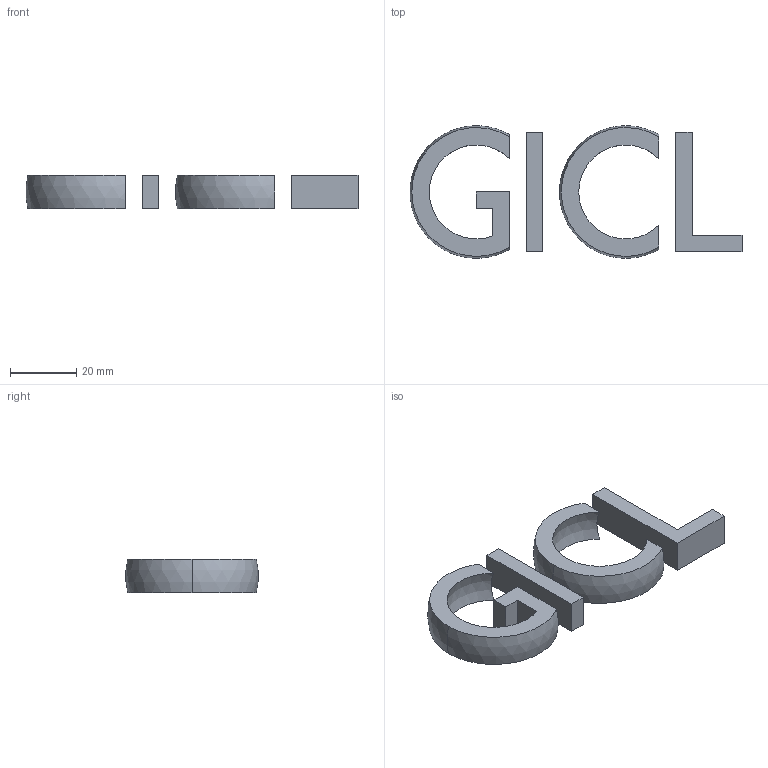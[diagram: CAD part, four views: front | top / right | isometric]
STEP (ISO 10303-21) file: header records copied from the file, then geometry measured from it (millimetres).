
FILE_DESCRIPTION(('produced by SPATIAL CORP'),'2;1');
FILE_NAME('giclShort.hh.sat.stp', '2002-04-15T08:12:19+00:00',('SPATIAL CORP'),('SPATIAL CORP'), 'ACIS STEP Husk','http://www.spatial.com','SPATIAL CORP');
FILE_SCHEMA(('CONFIG_CONTROL_DESIGN'));
Length unit declared in the file: millimetre
Products named in the file (1): PRODUCT_ID_1
Bounding box: 99.93 x 39.82 x 10 mm (x, y, z)
Volume: 12894.3 mm3; surface area: 8186.1 mm2
Topology: 4 solids, 4 shells, 34 faces, 78 edges, 52 vertices
Faces by surface type: plane 26, sphere 8
Entity records: 934 total; most frequent: ORIENTED_EDGE 156, CARTESIAN_POINT 141, DIRECTION 128, EDGE_CURVE 78, VERTEX_POINT 52, VECTOR 50, LINE 50, AXIS2_PLACEMENT_3D 39
